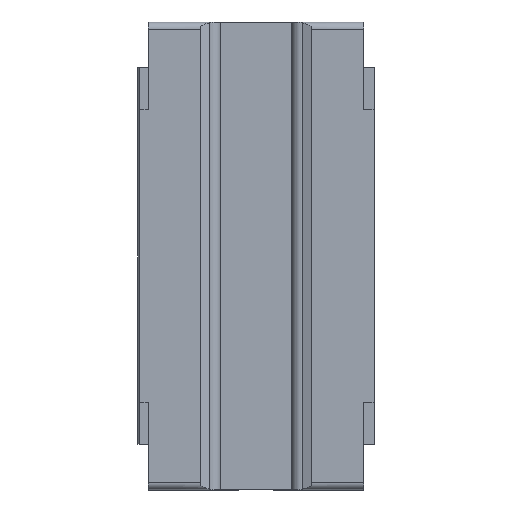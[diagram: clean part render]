
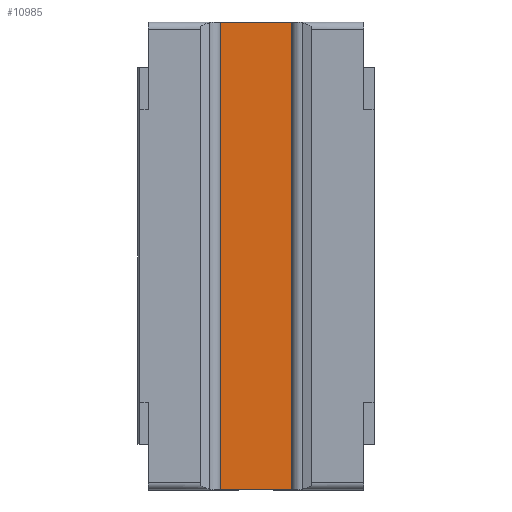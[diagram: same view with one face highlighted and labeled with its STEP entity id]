
A CAD part, front view. The second image highlights one B-rep face of the part: STEP entity #10985.
In plain terms, the highlighted planar face has unit normal (0, -1, 0).
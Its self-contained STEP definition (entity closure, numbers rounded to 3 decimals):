
#4 = CARTESIAN_POINT ( 'NONE',  ( 7.254, 7.799, -8.45 ) ) ;
#259 = CARTESIAN_POINT ( 'NONE',  ( 7.254, 7.799, 78.65 ) ) ;
#325 = CARTESIAN_POINT ( 'NONE',  ( -7.256, 7.799, 78.65 ) ) ;
#522 = VERTEX_POINT ( 'NONE', #971 ) ;
#760 = VERTEX_POINT ( 'NONE', #4 ) ;
#958 = VERTEX_POINT ( 'NONE', #325 ) ;
#971 = CARTESIAN_POINT ( 'NONE',  ( -7.256, 7.799, -8.45 ) ) ;
#1032 = VERTEX_POINT ( 'NONE', #259 ) ;
#1515 = EDGE_CURVE ( 'NONE', #1032, #760, #9016, .T. ) ;
#1516 = EDGE_CURVE ( 'NONE', #958, #522, #9010, .T. ) ;
#2927 = DIRECTION ( 'NONE',  ( 0., 0., -1. ) ) ;
#2928 = CARTESIAN_POINT ( 'NONE',  ( 7.254, 7.799, 78.7 ) ) ;
#2929 = DIRECTION ( 'NONE',  ( 0., 0., -1. ) ) ;
#2930 = CARTESIAN_POINT ( 'NONE',  ( -7.256, 7.799, 78.7 ) ) ;
#5289 = VECTOR ( 'NONE', #13102, 1000. ) ;
#5290 = LINE ( 'NONE', #13101, #5289 ) ;
#8189 = AXIS2_PLACEMENT_3D ( 'NONE', #15507, #15520, #15522 ) ;
#8784 = EDGE_CURVE ( 'NONE', #958, #1032, #16761, .T. ) ;
#8809 = EDGE_CURVE ( 'NONE', #522, #760, #5290, .T. ) ;
#9009 = VECTOR ( 'NONE', #2929, 1000. ) ;
#9010 = LINE ( 'NONE', #2930, #9009 ) ;
#9011 = VECTOR ( 'NONE', #2927, 1000. ) ;
#9016 = LINE ( 'NONE', #2928, #9011 ) ;
#9916 = FACE_OUTER_BOUND ( 'NONE', #11769, .T. ) ;
#10985 = ADVANCED_FACE ( 'NONE', ( #9916 ), #15501, .F. ) ;
#11459 = ORIENTED_EDGE ( 'NONE', *, *, #8784, .F. ) ;
#11460 = ORIENTED_EDGE ( 'NONE', *, *, #1515, .F. ) ;
#11461 = ORIENTED_EDGE ( 'NONE', *, *, #8809, .T. ) ;
#11462 = ORIENTED_EDGE ( 'NONE', *, *, #1516, .T. ) ;
#11769 = EDGE_LOOP ( 'NONE', ( #11462, #11461, #11460, #11459 ) ) ;
#13029 = CARTESIAN_POINT ( 'NONE',  ( 20.1, 7.799, 78.65 ) ) ;
#13030 = DIRECTION ( 'NONE',  ( 1., 0., 0. ) ) ;
#13101 = CARTESIAN_POINT ( 'NONE',  ( -7.256, 7.799, -8.45 ) ) ;
#13102 = DIRECTION ( 'NONE',  ( 1., 0., 0. ) ) ;
#15501 = PLANE ( 'NONE',  #8189 ) ;
#15507 = CARTESIAN_POINT ( 'NONE',  ( -7.256, 7.799, 78.7 ) ) ;
#15520 = DIRECTION ( 'NONE',  ( 0., 1., 0. ) ) ;
#15522 = DIRECTION ( 'NONE',  ( -1., 0., 0. ) ) ;
#16758 = VECTOR ( 'NONE', #13030, 1000. ) ;
#16761 = LINE ( 'NONE', #13029, #16758 ) ;
